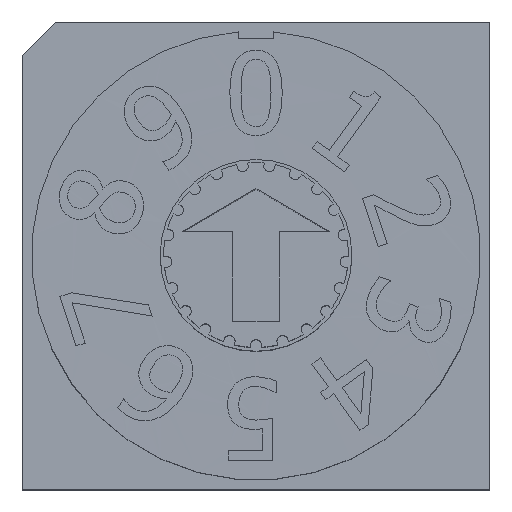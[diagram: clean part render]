
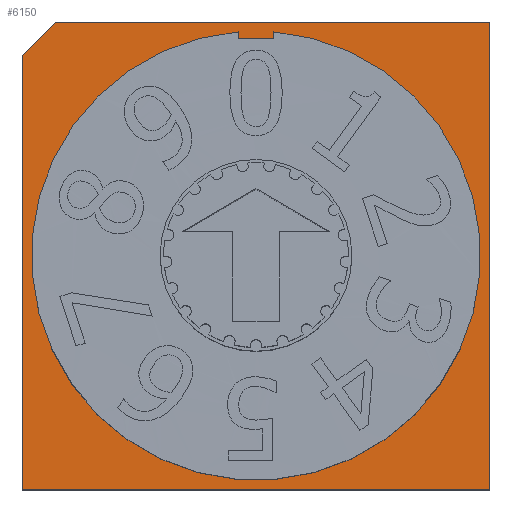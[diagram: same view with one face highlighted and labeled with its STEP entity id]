
A CAD part, top view. The second image highlights one B-rep face of the part: STEP entity #6150.
In plain terms, the highlighted planar face has unit normal (0, 0, 1).
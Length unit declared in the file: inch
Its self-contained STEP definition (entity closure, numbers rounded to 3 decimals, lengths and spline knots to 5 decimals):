
#6051=CARTESIAN_POINT('',(-0.19685,0.16901,0.06004));
#6052=VERTEX_POINT('',#6051);
#6059=CARTESIAN_POINT('',(-0.16901,0.19685,0.06004));
#6060=VERTEX_POINT('',#6059);
#6061=CARTESIAN_POINT('',(-0.16901,0.19685,0.06004));
#6062=DIRECTION('',(-0.707,-0.707,0.0));
#6063=VECTOR('',#6062,0.03937);
#6064=LINE('',#6061,#6063);
#6065=EDGE_CURVE('',#6060,#6052,#6064,.T.);
#6077=CARTESIAN_POINT('',(-0.21654,-0.21654,0.06004));
#6078=DIRECTION('',(0.0,0.0,1.0));
#6079=DIRECTION('',(1.0,0.0,0.0));
#6080=AXIS2_PLACEMENT_3D('',#6077,#6078,#6079);
#6081=PLANE('',#6080);
#6082=ORIENTED_EDGE('',*,*,#6065,.T.);
#6083=CARTESIAN_POINT('',(-0.19685,-0.19685,0.06004));
#6084=VERTEX_POINT('',#6083);
#6085=CARTESIAN_POINT('',(-0.19685,-0.19685,0.06004));
#6086=DIRECTION('',(0.0,1.0,0.0));
#6087=VECTOR('',#6086,0.36586);
#6088=LINE('',#6085,#6087);
#6089=EDGE_CURVE('',#6084,#6052,#6088,.T.);
#6090=ORIENTED_EDGE('',*,*,#6089,.F.);
#6091=CARTESIAN_POINT('',(0.19685,-0.19685,0.06004));
#6092=VERTEX_POINT('',#6091);
#6093=CARTESIAN_POINT('',(0.19685,-0.19685,0.06004));
#6094=DIRECTION('',(-1.0,0.0,0.0));
#6095=VECTOR('',#6094,0.3937);
#6096=LINE('',#6093,#6095);
#6097=EDGE_CURVE('',#6092,#6084,#6096,.T.);
#6098=ORIENTED_EDGE('',*,*,#6097,.F.);
#6099=CARTESIAN_POINT('',(0.19685,0.19685,0.06004));
#6100=VERTEX_POINT('',#6099);
#6101=CARTESIAN_POINT('',(0.19685,0.19685,0.06004));
#6102=DIRECTION('',(0.0,-1.0,0.0));
#6103=VECTOR('',#6102,0.3937);
#6104=LINE('',#6101,#6103);
#6105=EDGE_CURVE('',#6100,#6092,#6104,.T.);
#6106=ORIENTED_EDGE('',*,*,#6105,.F.);
#6107=CARTESIAN_POINT('',(-0.16901,0.19685,0.06004));
#6108=DIRECTION('',(1.0,0.0,0.0));
#6109=VECTOR('',#6108,0.36586);
#6110=LINE('',#6107,#6109);
#6111=EDGE_CURVE('',#6060,#6100,#6110,.T.);
#6112=ORIENTED_EDGE('',*,*,#6111,.F.);
#6113=EDGE_LOOP('',(#6082,#6090,#6098,#6106,#6112));
#6114=FACE_OUTER_BOUND('',#6113,.T.);
#6115=CARTESIAN_POINT('',(0.01496,0.18283,0.06004));
#6116=VERTEX_POINT('',#6115);
#6117=CARTESIAN_POINT('',(0.01496,0.18838,0.06004));
#6118=VERTEX_POINT('',#6117);
#6119=CARTESIAN_POINT('',(0.01496,0.18283,0.06004));
#6120=DIRECTION('',(0.0,1.0,0.0));
#6121=VECTOR('',#6120,0.00555);
#6122=LINE('',#6119,#6121);
#6123=EDGE_CURVE('',#6116,#6118,#6122,.T.);
#6124=ORIENTED_EDGE('',*,*,#6123,.T.);
#6125=CARTESIAN_POINT('',(-0.01496,0.18838,0.06004));
#6126=VERTEX_POINT('',#6125);
#6127=CARTESIAN_POINT('',(0.,0.0,0.06004));
#6128=DIRECTION('',(0.0,0.0,-1.0));
#6129=DIRECTION('',(0.079,-0.997,0.0));
#6130=AXIS2_PLACEMENT_3D('',#6127,#6128,#6129);
#6131=CIRCLE('',#6130,0.18898);
#6132=EDGE_CURVE('',#6118,#6126,#6131,.T.);
#6133=ORIENTED_EDGE('',*,*,#6132,.T.);
#6134=CARTESIAN_POINT('',(-0.01496,0.18283,0.06004));
#6135=VERTEX_POINT('',#6134);
#6136=CARTESIAN_POINT('',(-0.01496,0.18838,0.06004));
#6137=DIRECTION('',(0.0,-1.0,0.0));
#6138=VECTOR('',#6137,0.00555);
#6139=LINE('',#6136,#6138);
#6140=EDGE_CURVE('',#6126,#6135,#6139,.T.);
#6141=ORIENTED_EDGE('',*,*,#6140,.T.);
#6142=CARTESIAN_POINT('',(-0.01496,0.18283,0.06004));
#6143=DIRECTION('',(1.0,0.0,0.0));
#6144=VECTOR('',#6143,0.02992);
#6145=LINE('',#6142,#6144);
#6146=EDGE_CURVE('',#6135,#6116,#6145,.T.);
#6147=ORIENTED_EDGE('',*,*,#6146,.T.);
#6148=EDGE_LOOP('',(#6124,#6133,#6141,#6147));
#6149=FACE_BOUND('',#6148,.T.);
#6150=ADVANCED_FACE('',(#6114,#6149),#6081,.T.);
